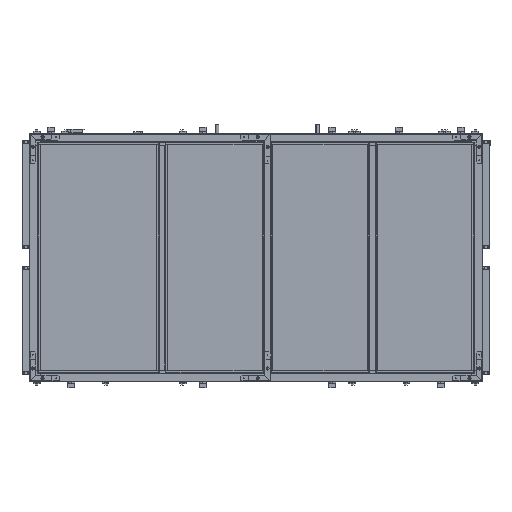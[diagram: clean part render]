
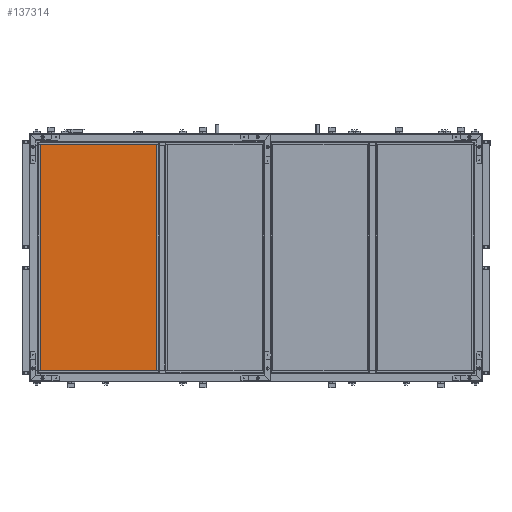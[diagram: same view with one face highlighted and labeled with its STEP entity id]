
A CAD part, front view. The second image highlights one B-rep face of the part: STEP entity #137314.
In plain terms, the highlighted face is planar.
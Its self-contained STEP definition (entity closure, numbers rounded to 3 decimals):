
#483 = AXIS2_PLACEMENT_3D ( 'NONE', #75699, #18469, #42550 ) ;
#594 = ORIENTED_EDGE ( 'NONE', *, *, #48250, .F. ) ;
#6111 = EDGE_LOOP ( 'NONE', ( #137514, #112265, #594, #25875 ) ) ;
#10183 = CARTESIAN_POINT ( 'NONE',  ( -395.2, -756.2, 0. ) ) ;
#13760 = DIRECTION ( 'NONE',  ( -1., 0., 0. ) ) ;
#14772 = DIRECTION ( 'NONE',  ( 0., -1., 0. ) ) ;
#18469 = DIRECTION ( 'NONE',  ( 0., 0., -1. ) ) ;
#23630 = LINE ( 'NONE', #49189, #147321 ) ;
#25875 = ORIENTED_EDGE ( 'NONE', *, *, #68583, .F. ) ;
#27559 = LINE ( 'NONE', #72738, #36013 ) ;
#28314 = EDGE_CURVE ( 'NONE', #31746, #141559, #23630, .T. ) ;
#28900 = CARTESIAN_POINT ( 'NONE',  ( -395.2, 756.2, 0. ) ) ;
#29754 = PLANE ( 'NONE',  #483 ) ;
#31746 = VERTEX_POINT ( 'NONE', #10183 ) ;
#36013 = VECTOR ( 'NONE', #14772, 1000. ) ;
#42550 = DIRECTION ( 'NONE',  ( 0., -1., 0. ) ) ;
#45183 = DIRECTION ( 'NONE',  ( 0., 1., 0. ) ) ;
#47665 = LINE ( 'NONE', #104859, #94693 ) ;
#48250 = EDGE_CURVE ( 'NONE', #130619, #31746, #27559, .T. ) ;
#48562 = CARTESIAN_POINT ( 'NONE',  ( 395.2, 756.2, 0. ) ) ;
#49189 = CARTESIAN_POINT ( 'NONE',  ( -395.2, -756.2, 0. ) ) ;
#55137 = CARTESIAN_POINT ( 'NONE',  ( 395.2, -756.2, 0. ) ) ;
#59735 = EDGE_CURVE ( 'NONE', #141559, #143736, #148360, .T. ) ;
#68583 = EDGE_CURVE ( 'NONE', #143736, #130619, #47665, .T. ) ;
#72738 = CARTESIAN_POINT ( 'NONE',  ( -395.2, 756.2, 0. ) ) ;
#75699 = CARTESIAN_POINT ( 'NONE',  ( 0., 0., 0. ) ) ;
#86965 = FACE_OUTER_BOUND ( 'NONE', #6111, .T. ) ;
#94693 = VECTOR ( 'NONE', #13760, 1000. ) ;
#95099 = DIRECTION ( 'NONE',  ( 1., 0., 0. ) ) ;
#104859 = CARTESIAN_POINT ( 'NONE',  ( -395.2, 756.2, 0. ) ) ;
#112265 = ORIENTED_EDGE ( 'NONE', *, *, #28314, .F. ) ;
#122183 = CARTESIAN_POINT ( 'NONE',  ( 395.2, 756.2, 0. ) ) ;
#125989 = VECTOR ( 'NONE', #45183, 1000. ) ;
#130619 = VERTEX_POINT ( 'NONE', #28900 ) ;
#137314 = ADVANCED_FACE ( 'NONE', ( #86965 ), #29754, .T. ) ;
#137514 = ORIENTED_EDGE ( 'NONE', *, *, #59735, .F. ) ;
#141559 = VERTEX_POINT ( 'NONE', #55137 ) ;
#143736 = VERTEX_POINT ( 'NONE', #48562 ) ;
#147321 = VECTOR ( 'NONE', #95099, 1000. ) ;
#148360 = LINE ( 'NONE', #122183, #125989 ) ;
